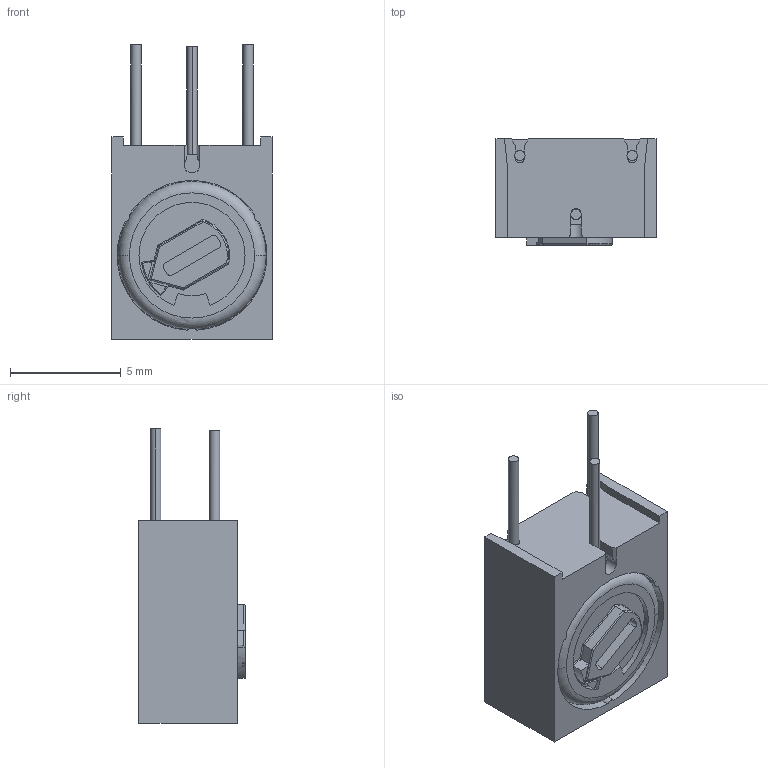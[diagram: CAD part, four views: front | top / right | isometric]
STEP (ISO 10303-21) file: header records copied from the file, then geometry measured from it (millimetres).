
FILE_DESCRIPTION((''),'2;1');
FILE_NAME('82PA_SW0002','2012-02-21T',('bmozley'),(''),'PRO/ENGINEER BY PARAMETRIC TECHNOLOGY CORPORATION, 2011370','PRO/ENGINEER BY PARAMETRIC TECHNOLOGY CORPORATION, 2011370','');
FILE_SCHEMA(('CONFIG_CONTROL_DESIGN'));
Length unit declared in the file: inch
Products named in the file (1): 82PA_SW0002
Bounding box: 7.24 x 4.8 x 13.31 mm (x, y, z)
Volume: 280.2 mm3; surface area: 337.5 mm2
Topology: 1 solids, 1 shells, 120 faces, 323 edges, 209 vertices
Faces by surface type: plane 71, cylinder 40, torus 5, bspline 2, cone 2
Entity records: 4047 total; most frequent: CARTESIAN_POINT 978, ORIENTED_EDGE 646, DIRECTION 620, EDGE_CURVE 323, VERTEX_POINT 209, VECTOR 208, LINE 208, AXIS2_PLACEMENT_3D 206
